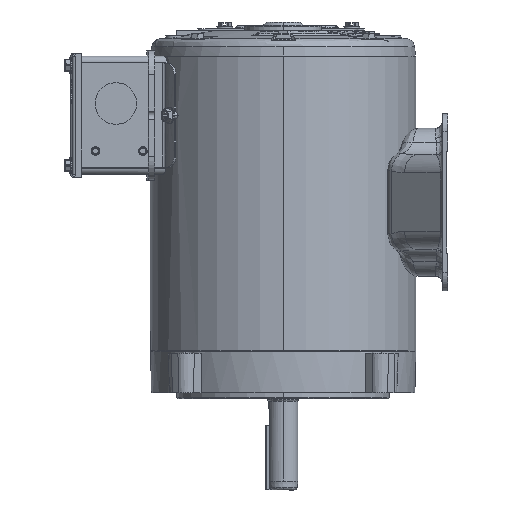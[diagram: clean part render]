
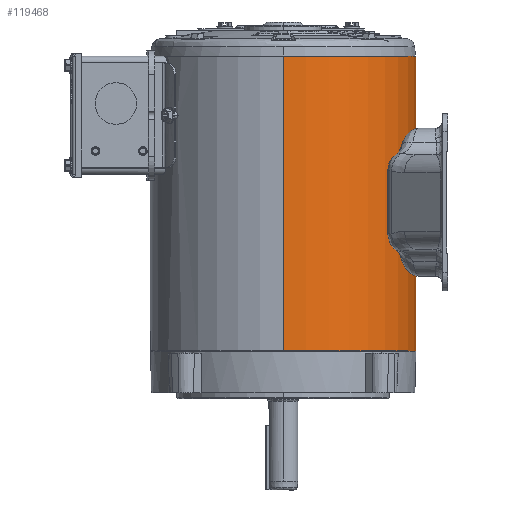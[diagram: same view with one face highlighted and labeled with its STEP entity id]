
A CAD part, left-side view. The second image highlights one B-rep face of the part: STEP entity #119468.
In plain terms, the highlighted cylindrical face has radius 71.369 mm (diameter 142.738 mm), a partial arc.
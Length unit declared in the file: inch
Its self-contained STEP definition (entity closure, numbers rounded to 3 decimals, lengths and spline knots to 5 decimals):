
#2805 = EDGE_CURVE ( 'NONE', #51194, #29465, #93184, .T. ) ;
#4787 = ORIENTED_EDGE ( 'NONE', *, *, #87754, .T. ) ;
#4977 = CARTESIAN_POINT ( 'NONE',  ( 0., 0., -6.61644 ) ) ;
#14899 = DIRECTION ( 'NONE',  ( -1., 0., 0. ) ) ;
#18244 = DIRECTION ( 'NONE',  ( -1., 0., 0. ) ) ;
#24345 = ORIENTED_EDGE ( 'NONE', *, *, #46409, .T. ) ;
#28648 = AXIS2_PLACEMENT_3D ( 'NONE', #65271, #77646, #14899 ) ;
#29259 = AXIS2_PLACEMENT_3D ( 'NONE', #125060, #125969, #52384 ) ;
#29465 = VERTEX_POINT ( 'NONE', #90767 ) ;
#41948 = CARTESIAN_POINT ( 'NONE',  ( -0.01022, -2.80978, 18.16991 ) ) ;
#42703 = CARTESIAN_POINT ( 'NONE',  ( -2.8098, 0., -0.38644 ) ) ;
#46409 = EDGE_CURVE ( 'NONE', #81448, #106374, #78648, .T. ) ;
#48277 = EDGE_LOOP ( 'NONE', ( #133036, #55915, #4787, #24345 ) ) ;
#51194 = VERTEX_POINT ( 'NONE', #42703 ) ;
#52384 = DIRECTION ( 'NONE',  ( -1., 0., 0. ) ) ;
#55915 = ORIENTED_EDGE ( 'NONE', *, *, #2805, .T. ) ;
#63818 = VECTOR ( 'NONE', #105811, 39.37008 ) ;
#65198 = VECTOR ( 'NONE', #122513, 39.37008 ) ;
#65271 = CARTESIAN_POINT ( 'NONE',  ( 0., 0., -0.38644 ) ) ;
#70217 = CIRCLE ( 'NONE', #96689, 2.8098 ) ;
#77646 = DIRECTION ( 'NONE',  ( 0., 0., -1. ) ) ;
#78648 = LINE ( 'NONE', #41948, #63818 ) ;
#81448 = VERTEX_POINT ( 'NONE', #136000 ) ;
#82390 = CARTESIAN_POINT ( 'NONE',  ( -2.8098, 0., 18.16991 ) ) ;
#83363 = CARTESIAN_POINT ( 'NONE',  ( -0.01022, -2.80978, -0.38644 ) ) ;
#87754 = EDGE_CURVE ( 'NONE', #29465, #81448, #70217, .T. ) ;
#90767 = CARTESIAN_POINT ( 'NONE',  ( -2.8098, 0., -6.61644 ) ) ;
#93184 = LINE ( 'NONE', #82390, #65198 ) ;
#94693 = CIRCLE ( 'NONE', #28648, 2.8098 ) ;
#96689 = AXIS2_PLACEMENT_3D ( 'NONE', #4977, #102686, #18244 ) ;
#98570 = FACE_OUTER_BOUND ( 'NONE', #48277, .T. ) ;
#102686 = DIRECTION ( 'NONE',  ( 0., 0., 1. ) ) ;
#105811 = DIRECTION ( 'NONE',  ( 0., 0., 1. ) ) ;
#106374 = VERTEX_POINT ( 'NONE', #83363 ) ;
#115051 = CYLINDRICAL_SURFACE ( 'NONE', #29259, 2.8098 ) ;
#119468 = ADVANCED_FACE ( 'NONE', ( #98570 ), #115051, .T. ) ;
#122513 = DIRECTION ( 'NONE',  ( 0., 0., -1. ) ) ;
#122866 = EDGE_CURVE ( 'NONE', #106374, #51194, #94693, .T. ) ;
#125060 = CARTESIAN_POINT ( 'NONE',  ( 0., 0., 18.16991 ) ) ;
#125969 = DIRECTION ( 'NONE',  ( 0., 0., -1. ) ) ;
#133036 = ORIENTED_EDGE ( 'NONE', *, *, #122866, .T. ) ;
#136000 = CARTESIAN_POINT ( 'NONE',  ( -0.01022, -2.80978, -6.61644 ) ) ;
